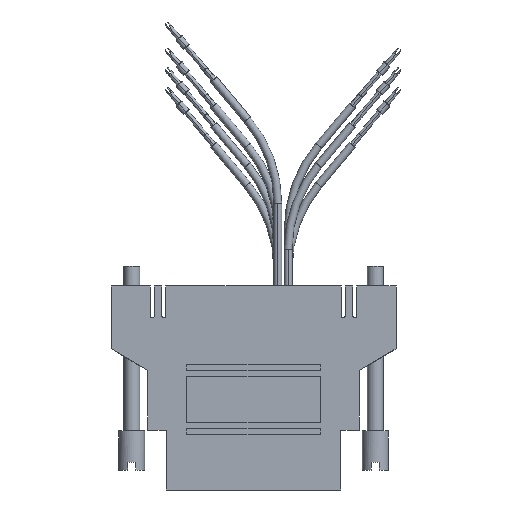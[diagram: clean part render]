
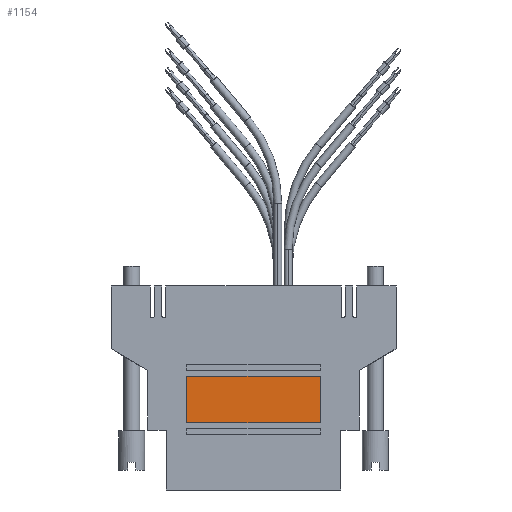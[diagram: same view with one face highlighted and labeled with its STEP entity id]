
A CAD part, front view. The second image highlights one B-rep face of the part: STEP entity #1154.
In plain terms, the highlighted planar face has unit normal (0, -1, 0).
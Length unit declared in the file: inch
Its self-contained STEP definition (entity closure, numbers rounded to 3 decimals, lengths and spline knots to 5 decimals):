
#69 = DIRECTION ( 'NONE',  ( 0., 0., 1. ) ) ;
#70 = VECTOR ( 'NONE', #69, 39.37008 ) ;
#71 = CARTESIAN_POINT ( 'NONE',  ( -0.513, -0.323, -0.4705 ) ) ;
#72 = LINE ( 'NONE', #71, #70 ) ;
#111 = CARTESIAN_POINT ( 'NONE',  ( 0.513, -0.323, -0.4705 ) ) ;
#112 = DIRECTION ( 'NONE',  ( 0., 0., -1. ) ) ;
#113 = VECTOR ( 'NONE', #112, 39.37008 ) ;
#114 = CARTESIAN_POINT ( 'NONE',  ( 0.513, -0.323, -0.1145 ) ) ;
#132 = CARTESIAN_POINT ( 'NONE',  ( 0.513, -0.323, -0.1145 ) ) ;
#138 = DIRECTION ( 'NONE',  ( 0., 0., -1. ) ) ;
#139 = DIRECTION ( 'NONE',  ( 0., 1., 0. ) ) ;
#140 = CARTESIAN_POINT ( 'NONE',  ( 0.513, -0.323, -0.1145 ) ) ;
#141 = AXIS2_PLACEMENT_3D ( 'NONE', #140, #139, #138 ) ;
#142 = PLANE ( 'NONE',  #141 ) ;
#178 = FACE_OUTER_BOUND ( 'NONE', #1179, .T. ) ;
#185 = DIRECTION ( 'NONE',  ( 1., 0., 0. ) ) ;
#186 = VECTOR ( 'NONE', #185, 39.37008 ) ;
#187 = CARTESIAN_POINT ( 'NONE',  ( -0.513, -0.323, -0.1145 ) ) ;
#188 = LINE ( 'NONE', #187, #186 ) ;
#234 = LINE ( 'NONE', #114, #113 ) ;
#1100 = EDGE_CURVE ( 'NONE', #1163, #1101, #234, .T. ) ;
#1101 = VERTEX_POINT ( 'NONE', #111 ) ;
#1147 = EDGE_CURVE ( 'NONE', #1252, #1163, #188, .T. ) ;
#1154 = ADVANCED_FACE ( 'NONE', ( #178 ), #142, .F. ) ;
#1163 = VERTEX_POINT ( 'NONE', #132 ) ;
#1179 = EDGE_LOOP ( 'NONE', ( #1275, #1277, #1271, #1280 ) ) ;
#1212 = EDGE_CURVE ( 'NONE', #1296, #1252, #72, .T. ) ;
#1252 = VERTEX_POINT ( 'NONE', #8143 ) ;
#1264 = EDGE_CURVE ( 'NONE', #1101, #1296, #8136, .T. ) ;
#1271 = ORIENTED_EDGE ( 'NONE', *, *, #1212, .F. ) ;
#1275 = ORIENTED_EDGE ( 'NONE', *, *, #1100, .F. ) ;
#1277 = ORIENTED_EDGE ( 'NONE', *, *, #1147, .F. ) ;
#1280 = ORIENTED_EDGE ( 'NONE', *, *, #1264, .F. ) ;
#1296 = VERTEX_POINT ( 'NONE', #8144 ) ;
#8133 = DIRECTION ( 'NONE',  ( -1., 0., 0. ) ) ;
#8134 = VECTOR ( 'NONE', #8133, 39.37008 ) ;
#8135 = CARTESIAN_POINT ( 'NONE',  ( 0.513, -0.323, -0.4705 ) ) ;
#8136 = LINE ( 'NONE', #8135, #8134 ) ;
#8143 = CARTESIAN_POINT ( 'NONE',  ( -0.513, -0.323, -0.1145 ) ) ;
#8144 = CARTESIAN_POINT ( 'NONE',  ( -0.513, -0.323, -0.4705 ) ) ;
